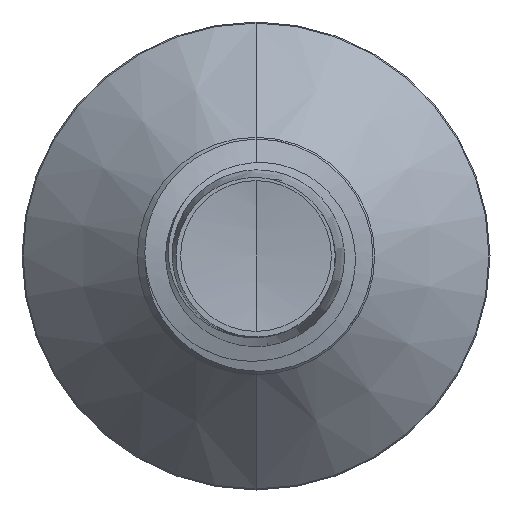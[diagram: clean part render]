
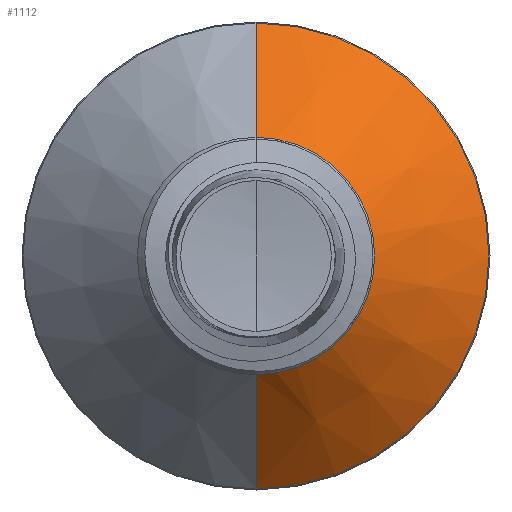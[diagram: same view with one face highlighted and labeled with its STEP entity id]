
A CAD part, front view. The second image highlights one B-rep face of the part: STEP entity #1112.
In plain terms, the highlighted conical face has half-angle 45 degrees and reference radius 1.522 mm.
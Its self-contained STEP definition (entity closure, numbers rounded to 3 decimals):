
#184 = DIRECTION ( 'NONE',  ( 0., 0., 1. ) ) ;
#200 = DIRECTION ( 'NONE',  ( 0., 1., 0. ) ) ;
#217 = CARTESIAN_POINT ( 'NONE',  ( 0., 2.437, 0. ) ) ;
#1112 = ADVANCED_FACE ( 'NONE', ( #2314 ), #2222, .T. ) ;
#1215 = VECTOR ( 'NONE', #4652, 1000. ) ;
#1627 = VERTEX_POINT ( 'NONE', #3356 ) ;
#1766 = CARTESIAN_POINT ( 'NONE',  ( 0., 2.437, 2.987 ) ) ;
#2222 = CONICAL_SURFACE ( 'NONE', #2358, 1.522, 0.785 ) ;
#2314 = FACE_OUTER_BOUND ( 'NONE', #6837, .T. ) ;
#2358 = AXIS2_PLACEMENT_3D ( 'NONE', #6219, #6357, #6598 ) ;
#2463 = VERTEX_POINT ( 'NONE', #1766 ) ;
#2791 = EDGE_CURVE ( 'NONE', #2463, #5416, #4289, .T. ) ;
#3356 = CARTESIAN_POINT ( 'NONE',  ( 0., 0.972, 1.522 ) ) ;
#3504 = CARTESIAN_POINT ( 'NONE',  ( 0., 2.437, -2.987 ) ) ;
#3705 = EDGE_CURVE ( 'NONE', #1627, #6799, #4780, .T. ) ;
#3978 = EDGE_CURVE ( 'NONE', #1627, #2463, #8079, .T. ) ;
#4289 = CIRCLE ( 'NONE', #7877, 2.987 ) ;
#4613 = CARTESIAN_POINT ( 'NONE',  ( 0., 0.972, -1.522 ) ) ;
#4652 = DIRECTION ( 'NONE',  ( 0., 0.707, -0.707 ) ) ;
#4777 = EDGE_CURVE ( 'NONE', #6799, #5416, #6472, .T. ) ;
#4780 = CIRCLE ( 'NONE', #6852, 1.522 ) ;
#5374 = ORIENTED_EDGE ( 'NONE', *, *, #3978, .F. ) ;
#5416 = VERTEX_POINT ( 'NONE', #3504 ) ;
#5546 = VECTOR ( 'NONE', #7951, 1000. ) ;
#6219 = CARTESIAN_POINT ( 'NONE',  ( 0., 0.972, 0. ) ) ;
#6357 = DIRECTION ( 'NONE',  ( 0., 1., 0. ) ) ;
#6472 = LINE ( 'NONE', #4613, #1215 ) ;
#6598 = DIRECTION ( 'NONE',  ( 0., 0., 1. ) ) ;
#6617 = ORIENTED_EDGE ( 'NONE', *, *, #3705, .T. ) ;
#6638 = ORIENTED_EDGE ( 'NONE', *, *, #4777, .T. ) ;
#6668 = ORIENTED_EDGE ( 'NONE', *, *, #2791, .F. ) ;
#6799 = VERTEX_POINT ( 'NONE', #8284 ) ;
#6837 = EDGE_LOOP ( 'NONE', ( #6617, #6638, #6668, #5374 ) ) ;
#6852 = AXIS2_PLACEMENT_3D ( 'NONE', #6981, #7195, #7005 ) ;
#6981 = CARTESIAN_POINT ( 'NONE',  ( 0., 0.972, 0. ) ) ;
#7005 = DIRECTION ( 'NONE',  ( 0., 0., 1. ) ) ;
#7195 = DIRECTION ( 'NONE',  ( 0., 1., 0. ) ) ;
#7877 = AXIS2_PLACEMENT_3D ( 'NONE', #217, #200, #184 ) ;
#7888 = CARTESIAN_POINT ( 'NONE',  ( 0., 0.972, 1.522 ) ) ;
#7951 = DIRECTION ( 'NONE',  ( 0., 0.707, 0.707 ) ) ;
#8079 = LINE ( 'NONE', #7888, #5546 ) ;
#8284 = CARTESIAN_POINT ( 'NONE',  ( 0., 0.972, -1.522 ) ) ;
